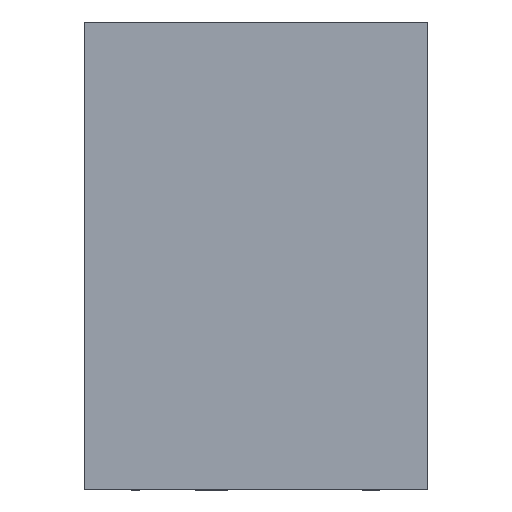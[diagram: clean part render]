
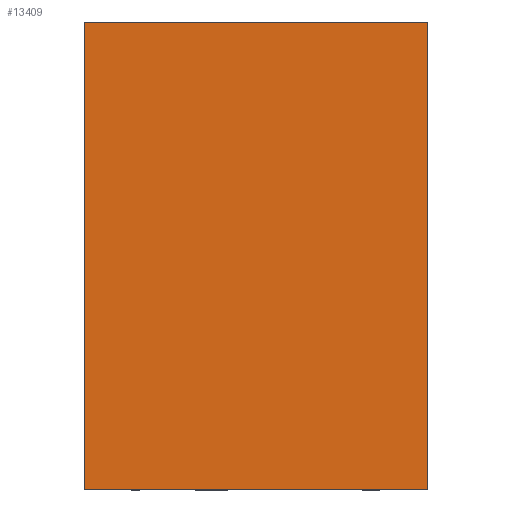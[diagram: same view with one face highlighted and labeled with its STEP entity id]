
A CAD part, left-side view. The second image highlights one B-rep face of the part: STEP entity #13409.
In plain terms, the highlighted free-form (B-spline) face has degree [1, 1] with [2, 2] control points.
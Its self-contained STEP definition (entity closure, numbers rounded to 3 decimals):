
#12420 = VERTEX_POINT('',#12421);
#12421 = CARTESIAN_POINT('',(-75.902,25.69,
    -17.516));
#12426 = EDGE_CURVE('',#12420,#12427,#12429,.T.);
#12427 = VERTEX_POINT('',#12428);
#12428 = CARTESIAN_POINT('',(-75.902,25.69,
    17.516));
#12429 = B_SPLINE_CURVE_WITH_KNOTS('',1,(#12430,#12431),.UNSPECIFIED.,
  .F.,.F.,(2,2),(-3.,0.),.PIECEWISE_BEZIER_KNOTS.);
#12430 = CARTESIAN_POINT('',(-75.902,25.69,
    -17.516));
#12431 = CARTESIAN_POINT('',(-75.902,25.69,
    17.516));
#12520 = VERTEX_POINT('',#12521);
#12521 = CARTESIAN_POINT('',(-75.902,0.,17.516));
#12526 = EDGE_CURVE('',#12520,#12527,#12529,.T.);
#12527 = VERTEX_POINT('',#12528);
#12528 = CARTESIAN_POINT('',(-75.902,0.,-17.516));
#12529 = B_SPLINE_CURVE_WITH_KNOTS('',1,(#12530,#12531),.UNSPECIFIED.,
  .F.,.F.,(2,2),(0.,3.),.PIECEWISE_BEZIER_KNOTS.);
#12530 = CARTESIAN_POINT('',(-75.902,0.,17.516));
#12531 = CARTESIAN_POINT('',(-75.902,0.,-17.516));
#13337 = EDGE_CURVE('',#12527,#12420,#13338,.T.);
#13338 = B_SPLINE_CURVE_WITH_KNOTS('',1,(#13339,#13340),.UNSPECIFIED.,
  .F.,.F.,(2,2),(0.,2.2),.PIECEWISE_BEZIER_KNOTS.);
#13339 = CARTESIAN_POINT('',(-75.902,0.,-17.516));
#13340 = CARTESIAN_POINT('',(-75.902,25.69,
    -17.516));
#13391 = EDGE_CURVE('',#12520,#12427,#13392,.T.);
#13392 = B_SPLINE_CURVE_WITH_KNOTS('',1,(#13393,#13394),.UNSPECIFIED.,
  .F.,.F.,(2,2),(0.,2.2),.PIECEWISE_BEZIER_KNOTS.);
#13393 = CARTESIAN_POINT('',(-75.902,0.,17.516));
#13394 = CARTESIAN_POINT('',(-75.902,25.69,
    17.516));
#13409 = ADVANCED_FACE('',(#13410),#13416,.T.);
#13410 = FACE_BOUND('',#13411,.T.);
#13411 = EDGE_LOOP('',(#13412,#13413,#13414,#13415));
#13412 = ORIENTED_EDGE('',*,*,#12526,.F.);
#13413 = ORIENTED_EDGE('',*,*,#13391,.T.);
#13414 = ORIENTED_EDGE('',*,*,#12426,.F.);
#13415 = ORIENTED_EDGE('',*,*,#13337,.F.);
#13416 = B_SPLINE_SURFACE_WITH_KNOTS('',1,1,(
    (#13417,#13418)
    ,(#13419,#13420
    )),.UNSPECIFIED.,.F.,.F.,.F.,(2,2),(2,2),(-0.001,3.001),(-0.001,
    2.201),.PIECEWISE_BEZIER_KNOTS.);
#13417 = CARTESIAN_POINT('',(-75.902,-0.012,
    -17.528));
#13418 = CARTESIAN_POINT('',(-75.902,25.702,
    -17.528));
#13419 = CARTESIAN_POINT('',(-75.902,-0.012,
    17.528));
#13420 = CARTESIAN_POINT('',(-75.902,25.702,
    17.528));
